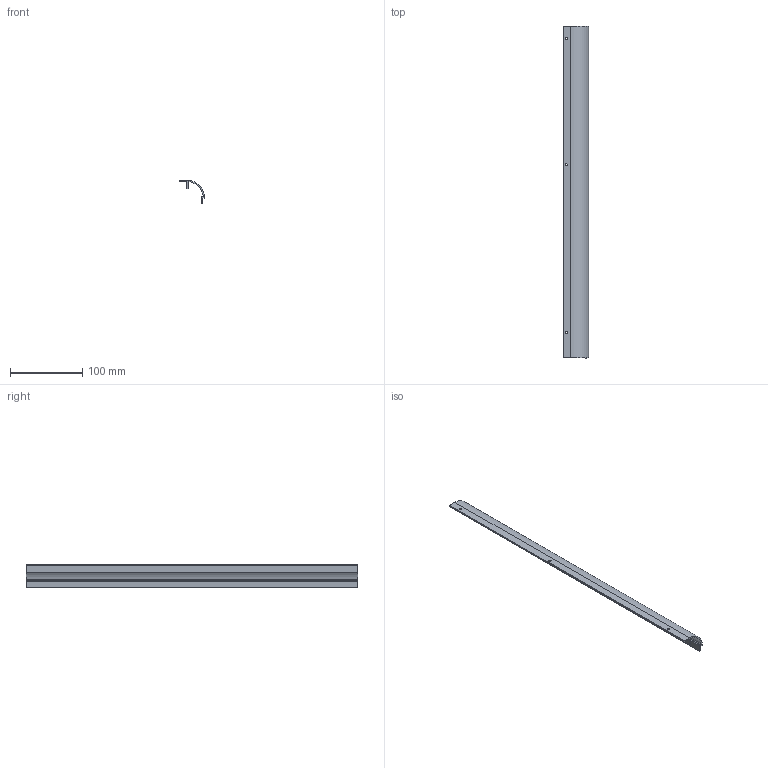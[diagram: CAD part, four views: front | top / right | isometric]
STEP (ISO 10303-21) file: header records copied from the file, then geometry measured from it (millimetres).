
FILE_DESCRIPTION(/* description */ (''),/* implementation_level */ '2;1');
FILE_NAME(/* name */ 'E2 V2.step',/* time_stamp */ '2018-10-31T12:16:26-06:00',/* author */ (''),/* organization */ (''),/* preprocessor_version */ 'ST-DEVELOPER v17.2',/* originating_system */ 'Autodesk Translation Framework v7.6.0.251',/* authorisation */ '');
FILE_SCHEMA (('AUTOMOTIVE_DESIGN { 1 0 10303 214 3 1 1 }'));
Length unit declared in the file: millimetre
Products named in the file (1): E2
Bounding box: 35 x 459.75 x 33 mm (x, y, z)
Volume: 62666 mm3; surface area: 64259.5 mm2
Topology: 1 solids, 1 shells, 21 faces, 60 edges, 41 vertices
Faces by surface type: plane 13, cylinder 8
Full cylindrical faces by diameter (mm): 3.2 x3
Entity records: 749 total; most frequent: DIRECTION 123, CARTESIAN_POINT 123, ORIENTED_EDGE 120, EDGE_CURVE 60, LINE 41, VECTOR 41, VERTEX_POINT 41, AXIS2_PLACEMENT_3D 41
